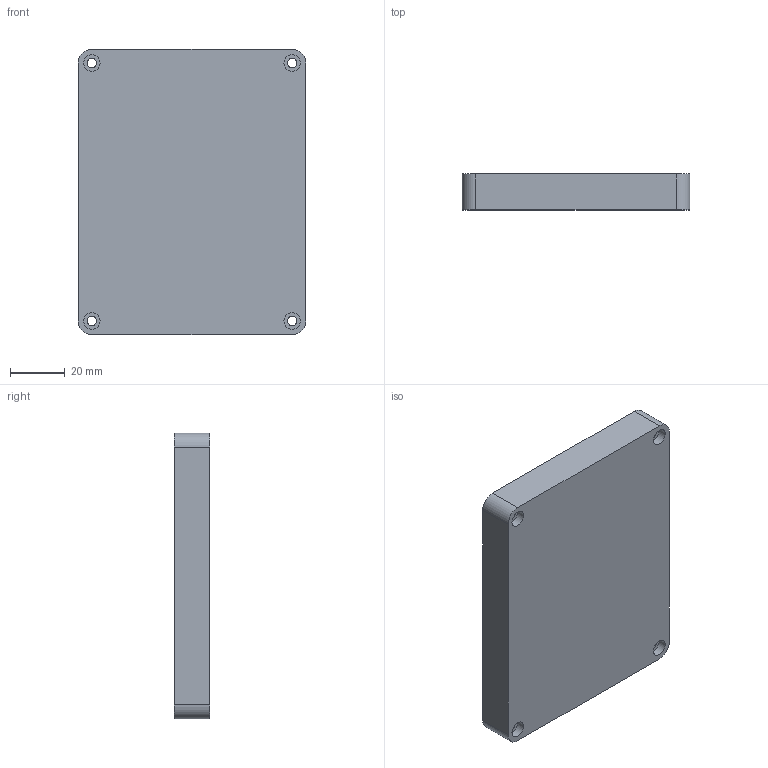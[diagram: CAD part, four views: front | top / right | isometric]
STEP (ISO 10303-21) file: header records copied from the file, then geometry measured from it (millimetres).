
FILE_DESCRIPTION(/* description */ (''),/* implementation_level */ '2;1');
FILE_NAME(/* name */ 'Hackpad Fully Assembled.step',/* time_stamp */ '2026-01-11T10:49:34-06:00',/* author */ (''),/* organization */ (''),/* preprocessor_version */ 'ST-DEVELOPER v20.1',/* originating_system */ 'Autodesk Translation Framework v14.21.0.0',/* authorisation */ '');
FILE_SCHEMA (('AUTOMOTIVE_DESIGN { 1 0 10303 214 3 1 1 }'));
Length unit declared in the file: millimetre
Products named in the file (12): Hackpad Base; Seeed Studio XIAO RP2040 v26 v1; main; type-c v2; smd_button v3; SK6805-2.4x2.7 v1; Shell; DOUT; DIN; VSS; VDD; smd_button v3(Mirror)
Assembly tree (11 placements, depth 5):
  Hackpad Base
    Seeed Studio XIAO RP2040 v26 v1
      main
        type-c v2
        smd_button v3
        SK6805-2.4x2.7 v1
          Shell
          DOUT
          DIN
          VSS
          VDD
        smd_button v3(Mirror)
Bounding box: 83 x 13 x 104 mm (x, y, z)
Volume: 64091.6 mm3; surface area: 38629 mm2
Topology: 85 solids, 85 shells, 1343 faces, 3418 edges, 2240 vertices
Faces by surface type: plane 871, cylinder 249, bspline 195, torus 12, sphere 10, cone 6
Full cylindrical faces by diameter (mm): 0.4 x1, 0.5 x2, 0.8 x14, 0.889 x14, 1 x10, 1.5 x14, 1.7 x12, 2 x1, 3.4 x4, 4 x6, 6 x4
Entity records: 41527 total; most frequent: CARTESIAN_POINT 9635, ORIENTED_EDGE 6820, DIRECTION 5882, EDGE_CURVE 3410, LINE 2502, VECTOR 2502, VERTEX_POINT 2240, AXIS2_PLACEMENT_3D 1690
